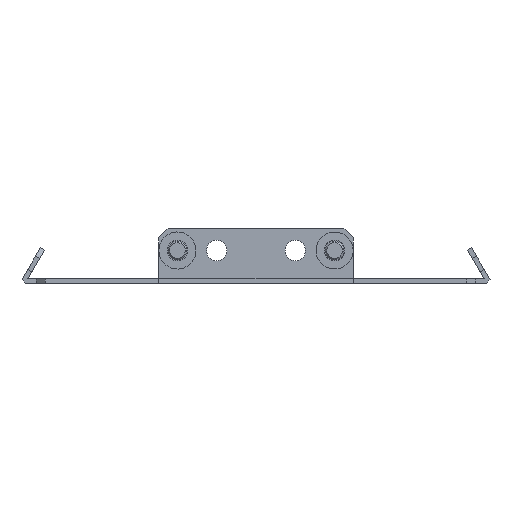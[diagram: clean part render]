
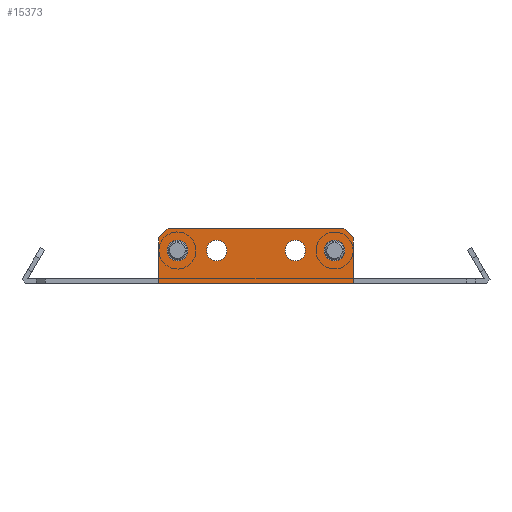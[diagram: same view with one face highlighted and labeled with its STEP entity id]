
A CAD part, left-side view. The second image highlights one B-rep face of the part: STEP entity #15373.
In plain terms, the highlighted planar face has unit normal (-1, 0, 0).
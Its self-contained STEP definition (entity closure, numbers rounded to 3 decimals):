
#470 = CARTESIAN_POINT ( 'NONE',  ( -905.5, 0., 13. ) ) ;
#659 = FACE_BOUND ( 'NONE', #14091, .T. ) ;
#677 = VERTEX_POINT ( 'NONE', #5895 ) ;
#685 = ORIENTED_EDGE ( 'NONE', *, *, #6881, .T. ) ;
#759 = VERTEX_POINT ( 'NONE', #8689 ) ;
#880 = ORIENTED_EDGE ( 'NONE', *, *, #1072, .F. ) ;
#911 = VECTOR ( 'NONE', #8215, 1000. ) ;
#1072 = EDGE_CURVE ( 'NONE', #759, #1745, #15082, .T. ) ;
#1293 = CIRCLE ( 'NONE', #9257, 3.25 ) ;
#1537 = VECTOR ( 'NONE', #12244, 1000. ) ;
#1745 = VERTEX_POINT ( 'NONE', #13142 ) ;
#1920 = FACE_BOUND ( 'NONE', #10902, .T. ) ;
#1994 = CARTESIAN_POINT ( 'NONE',  ( -905.5, -31., -1.5 ) ) ;
#2020 = DIRECTION ( 'NONE',  ( 0., 0., 1. ) ) ;
#2311 = EDGE_CURVE ( 'NONE', #12307, #759, #8593, .T. ) ;
#2439 = VERTEX_POINT ( 'NONE', #470 ) ;
#2524 = EDGE_CURVE ( 'NONE', #677, #9640, #5860, .T. ) ;
#2605 = DIRECTION ( 'NONE',  ( 0., 0., 1. ) ) ;
#2859 = CARTESIAN_POINT ( 'NONE',  ( -905.5, 0., 16. ) ) ;
#2884 = VERTEX_POINT ( 'NONE', #4329 ) ;
#2940 = DIRECTION ( 'NONE',  ( 0., 0., 1. ) ) ;
#3004 = EDGE_CURVE ( 'NONE', #8513, #5067, #11380, .T. ) ;
#3018 = EDGE_CURVE ( 'NONE', #11145, #2884, #10386, .T. ) ;
#3093 = PLANE ( 'NONE',  #4717 ) ;
#3149 = VERTEX_POINT ( 'NONE', #3855 ) ;
#3402 = VECTOR ( 'NONE', #3435, 1000. ) ;
#3435 = DIRECTION ( 'NONE',  ( 0., 0., -1. ) ) ;
#3644 = CIRCLE ( 'NONE', #3839, 3.25 ) ;
#3648 = ORIENTED_EDGE ( 'NONE', *, *, #10113, .T. ) ;
#3678 = CARTESIAN_POINT ( 'NONE',  ( -905.5, -6., 5.75 ) ) ;
#3732 = EDGE_LOOP ( 'NONE', ( #12829, #13825, #9770, #3946, #9832, #880, #9747, #9243 ) ) ;
#3780 = AXIS2_PLACEMENT_3D ( 'NONE', #13467, #8925, #11187 ) ;
#3839 = AXIS2_PLACEMENT_3D ( 'NONE', #7383, #12130, #5031 ) ;
#3855 = CARTESIAN_POINT ( 'NONE',  ( -905.5, -18.5, 5.75 ) ) ;
#3946 = ORIENTED_EDGE ( 'NONE', *, *, #2524, .T. ) ;
#4094 = DIRECTION ( 'NONE',  ( 0., 0., -1. ) ) ;
#4291 = ORIENTED_EDGE ( 'NONE', *, *, #3018, .T. ) ;
#4329 = CARTESIAN_POINT ( 'NONE',  ( -905.5, -43.5, 5.75 ) ) ;
#4401 = CARTESIAN_POINT ( 'NONE',  ( -905.5, -56., 12.25 ) ) ;
#4562 = CARTESIAN_POINT ( 'NONE',  ( -905.5, -56., 9. ) ) ;
#4621 = LINE ( 'NONE', #15240, #911 ) ;
#4641 = CARTESIAN_POINT ( 'NONE',  ( -905.5, 0., 13. ) ) ;
#4717 = AXIS2_PLACEMENT_3D ( 'NONE', #1994, #10107, #4094 ) ;
#4853 = CIRCLE ( 'NONE', #9587, 3.25 ) ;
#5031 = DIRECTION ( 'NONE',  ( 0., 0., 1. ) ) ;
#5067 = VERTEX_POINT ( 'NONE', #11877 ) ;
#5268 = CIRCLE ( 'NONE', #11985, 3.25 ) ;
#5431 = FACE_OUTER_BOUND ( 'NONE', #3732, .T. ) ;
#5611 = ORIENTED_EDGE ( 'NONE', *, *, #6629, .T. ) ;
#5612 = VERTEX_POINT ( 'NONE', #12085 ) ;
#5648 = EDGE_CURVE ( 'NONE', #5612, #10362, #5268, .T. ) ;
#5745 = DIRECTION ( 'NONE',  ( 1., 0., 0. ) ) ;
#5860 = LINE ( 'NONE', #13022, #3402 ) ;
#5895 = CARTESIAN_POINT ( 'NONE',  ( -905.5, 0., 1. ) ) ;
#6010 = CARTESIAN_POINT ( 'NONE',  ( -905.5, -62., -1.5 ) ) ;
#6016 = CARTESIAN_POINT ( 'NONE',  ( -905.5, -6., 9. ) ) ;
#6485 = CARTESIAN_POINT ( 'NONE',  ( -905.5, -62., 13. ) ) ;
#6524 = EDGE_CURVE ( 'NONE', #12261, #3149, #3644, .T. ) ;
#6629 = EDGE_CURVE ( 'NONE', #5067, #8513, #6785, .T. ) ;
#6785 = CIRCLE ( 'NONE', #3780, 3.25 ) ;
#6847 = VERTEX_POINT ( 'NONE', #7424 ) ;
#6881 = EDGE_CURVE ( 'NONE', #10362, #5612, #1293, .T. ) ;
#6884 = EDGE_CURVE ( 'NONE', #12307, #6847, #8661, .T. ) ;
#6904 = AXIS2_PLACEMENT_3D ( 'NONE', #4562, #12983, #8308 ) ;
#7260 = DIRECTION ( 'NONE',  ( 1., 0., 0. ) ) ;
#7263 = DIRECTION ( 'NONE',  ( 1., 0., 0. ) ) ;
#7339 = DIRECTION ( 'NONE',  ( 0., 0., 1. ) ) ;
#7342 = CARTESIAN_POINT ( 'NONE',  ( -905.5, -6., 9. ) ) ;
#7383 = CARTESIAN_POINT ( 'NONE',  ( -905.5, -18.5, 9. ) ) ;
#7424 = CARTESIAN_POINT ( 'NONE',  ( -905.5, -59., 16. ) ) ;
#7841 = CARTESIAN_POINT ( 'NONE',  ( -905.5, -62., 16. ) ) ;
#8064 = DIRECTION ( 'NONE',  ( 0., -1., 0. ) ) ;
#8155 = LINE ( 'NONE', #4641, #15119 ) ;
#8215 = DIRECTION ( 'NONE',  ( 0., -1., 0. ) ) ;
#8308 = DIRECTION ( 'NONE',  ( 0., 0., 1. ) ) ;
#8360 = CARTESIAN_POINT ( 'NONE',  ( -905.5, -62., 0. ) ) ;
#8409 = CIRCLE ( 'NONE', #12642, 3.25 ) ;
#8513 = VERTEX_POINT ( 'NONE', #4401 ) ;
#8525 = CARTESIAN_POINT ( 'NONE',  ( -905.5, -43.5, 9. ) ) ;
#8593 = LINE ( 'NONE', #8360, #12604 ) ;
#8661 = LINE ( 'NONE', #13433, #1537 ) ;
#8679 = EDGE_LOOP ( 'NONE', ( #4291, #3648 ) ) ;
#8689 = CARTESIAN_POINT ( 'NONE',  ( -905.5, -62., 1. ) ) ;
#8727 = ORIENTED_EDGE ( 'NONE', *, *, #3004, .T. ) ;
#8925 = DIRECTION ( 'NONE',  ( 1., 0., 0. ) ) ;
#9119 = CARTESIAN_POINT ( 'NONE',  ( -905.5, -18.5, 9. ) ) ;
#9243 = ORIENTED_EDGE ( 'NONE', *, *, #6884, .T. ) ;
#9257 = AXIS2_PLACEMENT_3D ( 'NONE', #7342, #7263, #9603 ) ;
#9587 = AXIS2_PLACEMENT_3D ( 'NONE', #8525, #13294, #2605 ) ;
#9603 = DIRECTION ( 'NONE',  ( 0., 0., 1. ) ) ;
#9640 = VERTEX_POINT ( 'NONE', #13618 ) ;
#9747 = ORIENTED_EDGE ( 'NONE', *, *, #2311, .F. ) ;
#9751 = VERTEX_POINT ( 'NONE', #11496 ) ;
#9770 = ORIENTED_EDGE ( 'NONE', *, *, #12518, .F. ) ;
#9832 = ORIENTED_EDGE ( 'NONE', *, *, #11995, .T. ) ;
#9899 = VECTOR ( 'NONE', #2940, 1000. ) ;
#10027 = FACE_BOUND ( 'NONE', #11561, .T. ) ;
#10107 = DIRECTION ( 'NONE',  ( 1., 0., 0. ) ) ;
#10113 = EDGE_CURVE ( 'NONE', #2884, #11145, #4853, .T. ) ;
#10136 = AXIS2_PLACEMENT_3D ( 'NONE', #10802, #5745, #14089 ) ;
#10362 = VERTEX_POINT ( 'NONE', #3678 ) ;
#10386 = CIRCLE ( 'NONE', #10136, 3.25 ) ;
#10506 = CARTESIAN_POINT ( 'NONE',  ( -905.5, -43.5, 12.25 ) ) ;
#10802 = CARTESIAN_POINT ( 'NONE',  ( -905.5, -43.5, 9. ) ) ;
#10902 = EDGE_LOOP ( 'NONE', ( #15372, #685 ) ) ;
#11007 = DIRECTION ( 'NONE',  ( 0., 0., -1. ) ) ;
#11090 = ORIENTED_EDGE ( 'NONE', *, *, #13993, .T. ) ;
#11145 = VERTEX_POINT ( 'NONE', #10506 ) ;
#11187 = DIRECTION ( 'NONE',  ( 0., 0., 1. ) ) ;
#11380 = CIRCLE ( 'NONE', #6904, 3.25 ) ;
#11496 = CARTESIAN_POINT ( 'NONE',  ( -905.5, -3., 16. ) ) ;
#11558 = EDGE_CURVE ( 'NONE', #9751, #2439, #8155, .T. ) ;
#11561 = EDGE_LOOP ( 'NONE', ( #15209, #11090 ) ) ;
#11877 = CARTESIAN_POINT ( 'NONE',  ( -905.5, -56., 5.75 ) ) ;
#11985 = AXIS2_PLACEMENT_3D ( 'NONE', #6016, #7260, #7339 ) ;
#11995 = EDGE_CURVE ( 'NONE', #9640, #1745, #4621, .T. ) ;
#12085 = CARTESIAN_POINT ( 'NONE',  ( -905.5, -6., 12.25 ) ) ;
#12130 = DIRECTION ( 'NONE',  ( 1., 0., 0. ) ) ;
#12244 = DIRECTION ( 'NONE',  ( 0., 0.707, 0.707 ) ) ;
#12261 = VERTEX_POINT ( 'NONE', #13738 ) ;
#12307 = VERTEX_POINT ( 'NONE', #6485 ) ;
#12518 = EDGE_CURVE ( 'NONE', #677, #2439, #13479, .T. ) ;
#12604 = VECTOR ( 'NONE', #11007, 1000. ) ;
#12615 = VECTOR ( 'NONE', #8064, 1000. ) ;
#12642 = AXIS2_PLACEMENT_3D ( 'NONE', #9119, #13889, #2020 ) ;
#12679 = FACE_BOUND ( 'NONE', #8679, .T. ) ;
#12829 = ORIENTED_EDGE ( 'NONE', *, *, #13092, .F. ) ;
#12983 = DIRECTION ( 'NONE',  ( 1., 0., 0. ) ) ;
#13022 = CARTESIAN_POINT ( 'NONE',  ( -905.5, 0., 1. ) ) ;
#13092 = EDGE_CURVE ( 'NONE', #9751, #6847, #14942, .T. ) ;
#13142 = CARTESIAN_POINT ( 'NONE',  ( -905.5, -62., -1.5 ) ) ;
#13294 = DIRECTION ( 'NONE',  ( 1., 0., 0. ) ) ;
#13433 = CARTESIAN_POINT ( 'NONE',  ( -905.5, -59., 16. ) ) ;
#13467 = CARTESIAN_POINT ( 'NONE',  ( -905.5, -56., 9. ) ) ;
#13479 = LINE ( 'NONE', #2859, #9899 ) ;
#13618 = CARTESIAN_POINT ( 'NONE',  ( -905.5, 0., -1.5 ) ) ;
#13738 = CARTESIAN_POINT ( 'NONE',  ( -905.5, -18.5, 12.25 ) ) ;
#13825 = ORIENTED_EDGE ( 'NONE', *, *, #11558, .T. ) ;
#13889 = DIRECTION ( 'NONE',  ( 1., 0., 0. ) ) ;
#13993 = EDGE_CURVE ( 'NONE', #3149, #12261, #8409, .T. ) ;
#14089 = DIRECTION ( 'NONE',  ( 0., 0., 1. ) ) ;
#14091 = EDGE_LOOP ( 'NONE', ( #8727, #5611 ) ) ;
#14247 = DIRECTION ( 'NONE',  ( 0., 0.707, -0.707 ) ) ;
#14360 = DIRECTION ( 'NONE',  ( 0., 0., -1. ) ) ;
#14419 = VECTOR ( 'NONE', #14360, 1000. ) ;
#14942 = LINE ( 'NONE', #7841, #12615 ) ;
#15082 = LINE ( 'NONE', #6010, #14419 ) ;
#15119 = VECTOR ( 'NONE', #14247, 1000. ) ;
#15209 = ORIENTED_EDGE ( 'NONE', *, *, #6524, .T. ) ;
#15240 = CARTESIAN_POINT ( 'NONE',  ( -905.5, -31., -1.5 ) ) ;
#15372 = ORIENTED_EDGE ( 'NONE', *, *, #5648, .T. ) ;
#15373 = ADVANCED_FACE ( 'NONE', ( #659, #12679, #1920, #10027, #5431 ), #3093, .F. ) ;
